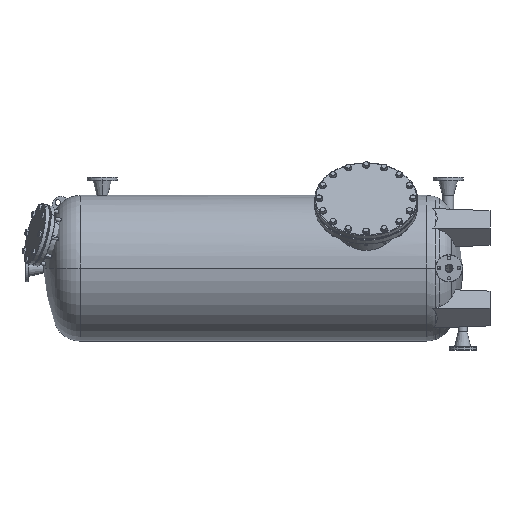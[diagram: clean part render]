
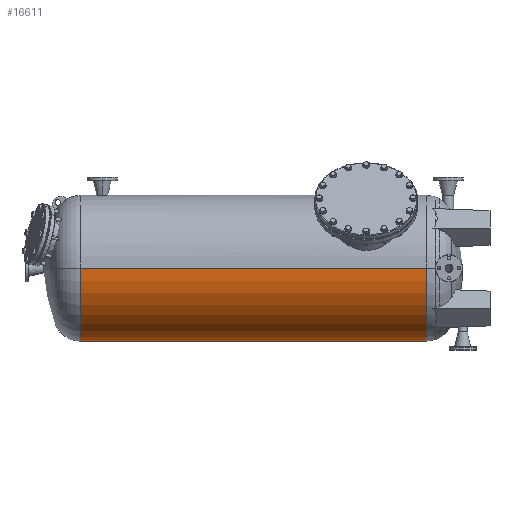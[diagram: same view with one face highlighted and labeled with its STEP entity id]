
A CAD part, left-side view. The second image highlights one B-rep face of the part: STEP entity #16611.
In plain terms, the highlighted cylindrical face has radius 400 mm (diameter 800 mm), a partial arc.
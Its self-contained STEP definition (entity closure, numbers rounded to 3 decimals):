
#644 = EDGE_CURVE ( 'NONE', #22988, #10440, #18469, .T. ) ;
#2396 = VECTOR ( 'NONE', #18751, 1000. ) ;
#4706 = ORIENTED_EDGE ( 'NONE', *, *, #9403, .T. ) ;
#4788 = AXIS2_PLACEMENT_3D ( 'NONE', #24036, #9393, #13118 ) ;
#7026 = ORIENTED_EDGE ( 'NONE', *, *, #46309, .F. ) ;
#8568 = DIRECTION ( 'NONE',  ( -1., 0., 0. ) ) ;
#9393 = DIRECTION ( 'NONE',  ( 0., 1., 0. ) ) ;
#9403 = EDGE_CURVE ( 'NONE', #30979, #22988, #19921, .T. ) ;
#10440 = VERTEX_POINT ( 'NONE', #18218 ) ;
#13104 = CARTESIAN_POINT ( 'NONE',  ( -496.222, -868.046, 29.066 ) ) ;
#13118 = DIRECTION ( 'NONE',  ( -1., 0., 0. ) ) ;
#13434 = EDGE_CURVE ( 'NONE', #23281, #10440, #31195, .T. ) ;
#13450 = ORIENTED_EDGE ( 'NONE', *, *, #644, .T. ) ;
#16611 = ADVANCED_FACE ( 'NONE', ( #18758 ), #22234, .T. ) ;
#17047 = CARTESIAN_POINT ( 'NONE',  ( 303.778, 1031.954, 29.066 ) ) ;
#18218 = CARTESIAN_POINT ( 'NONE',  ( -496.222, 1031.954, 29.066 ) ) ;
#18227 = CARTESIAN_POINT ( 'NONE',  ( -496.222, 1231.954, 29.066 ) ) ;
#18469 = LINE ( 'NONE', #18227, #39375 ) ;
#18751 = DIRECTION ( 'NONE',  ( 0., 1., 0. ) ) ;
#18758 = FACE_OUTER_BOUND ( 'NONE', #43246, .T. ) ;
#19921 = CIRCLE ( 'NONE', #4788, 400. ) ;
#22053 = AXIS2_PLACEMENT_3D ( 'NONE', #37410, #49096, #8568 ) ;
#22234 = CYLINDRICAL_SURFACE ( 'NONE', #22053, 400. ) ;
#22988 = VERTEX_POINT ( 'NONE', #13104 ) ;
#23281 = VERTEX_POINT ( 'NONE', #17047 ) ;
#23548 = DIRECTION ( 'NONE',  ( 0., 1., 0. ) ) ;
#24036 = CARTESIAN_POINT ( 'NONE',  ( -96.222, -868.046, 29.066 ) ) ;
#25697 = LINE ( 'NONE', #48599, #2396 ) ;
#30386 = AXIS2_PLACEMENT_3D ( 'NONE', #46712, #23548, #42706 ) ;
#30979 = VERTEX_POINT ( 'NONE', #44096 ) ;
#31195 = CIRCLE ( 'NONE', #30386, 400. ) ;
#32898 = ORIENTED_EDGE ( 'NONE', *, *, #13434, .F. ) ;
#33643 = DIRECTION ( 'NONE',  ( 0., 1., 0. ) ) ;
#37410 = CARTESIAN_POINT ( 'NONE',  ( -96.222, 1231.954, 29.066 ) ) ;
#39375 = VECTOR ( 'NONE', #33643, 1000. ) ;
#42706 = DIRECTION ( 'NONE',  ( -1., 0., 0. ) ) ;
#43246 = EDGE_LOOP ( 'NONE', ( #7026, #4706, #13450, #32898 ) ) ;
#44096 = CARTESIAN_POINT ( 'NONE',  ( 303.778, -868.046, 29.066 ) ) ;
#46309 = EDGE_CURVE ( 'NONE', #30979, #23281, #25697, .T. ) ;
#46712 = CARTESIAN_POINT ( 'NONE',  ( -96.222, 1031.954, 29.066 ) ) ;
#48599 = CARTESIAN_POINT ( 'NONE',  ( 303.778, 1231.954, 29.066 ) ) ;
#49096 = DIRECTION ( 'NONE',  ( 0., 1., 0. ) ) ;
